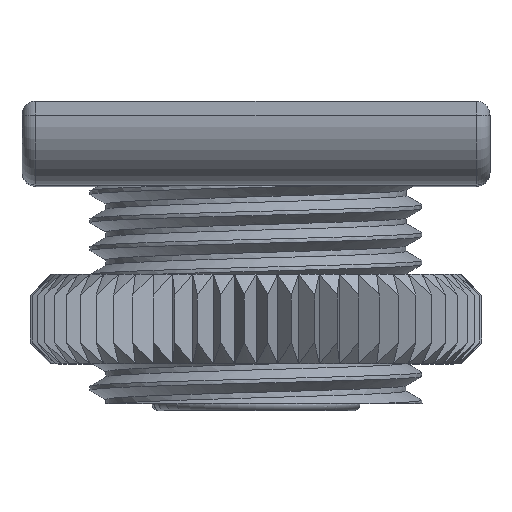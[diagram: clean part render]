
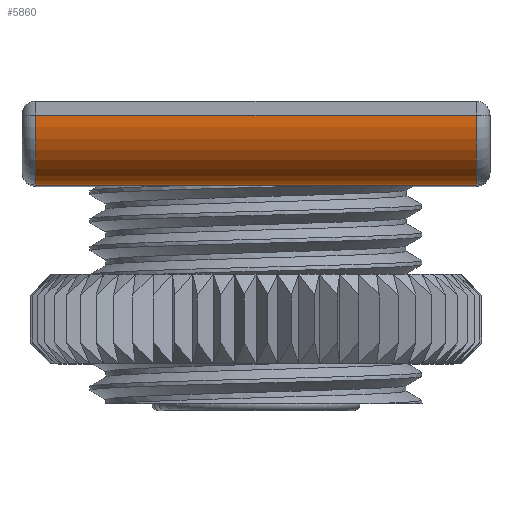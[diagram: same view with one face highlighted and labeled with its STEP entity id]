
A CAD part, top view. The second image highlights one B-rep face of the part: STEP entity #5860.
In plain terms, the highlighted cylindrical face has radius 2.5 mm (diameter 5 mm), a partial arc.
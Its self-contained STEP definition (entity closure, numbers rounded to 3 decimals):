
#941=FACE_OUTER_BOUND('',#1339,.T.);
#1339=EDGE_LOOP('',(#4903,#4904,#4905,#4906));
#1596=CIRCLE('',#6443,2.5);
#1606=CIRCLE('',#6461,2.5);
#1957=LINE('',#11459,#2252);
#1958=LINE('',#11460,#2253);
#2252=VECTOR('',#7557,10.);
#2253=VECTOR('',#7558,10.);
#2698=VERTEX_POINT('',#11415);
#2699=VERTEX_POINT('',#11416);
#2710=VERTEX_POINT('',#11450);
#2711=VERTEX_POINT('',#11452);
#3465=EDGE_CURVE('',#2698,#2699,#1596,.F.);
#3483=EDGE_CURVE('',#2711,#2710,#1606,.F.);
#3487=EDGE_CURVE('',#2699,#2711,#1957,.T.);
#3488=EDGE_CURVE('',#2710,#2698,#1958,.T.);
#4903=ORIENTED_EDGE('',*,*,#3465,.T.);
#4904=ORIENTED_EDGE('',*,*,#3487,.T.);
#4905=ORIENTED_EDGE('',*,*,#3483,.T.);
#4906=ORIENTED_EDGE('',*,*,#3488,.T.);
#5571=CYLINDRICAL_SURFACE('',#6464,2.5);
#5860=ADVANCED_FACE('',(#941),#5571,.T.);
#6443=AXIS2_PLACEMENT_3D('',#11417,#7505,#7506);
#6461=AXIS2_PLACEMENT_3D('',#11453,#7547,#7548);
#6464=AXIS2_PLACEMENT_3D('',#11458,#7555,#7556);
#7505=DIRECTION('center_axis',(1.,0.,0.));
#7506=DIRECTION('ref_axis',(0.,-1.,0.));
#7547=DIRECTION('center_axis',(-1.,0.,0.));
#7548=DIRECTION('ref_axis',(0.,0.,1.));
#7555=DIRECTION('center_axis',(1.,0.,0.));
#7556=DIRECTION('ref_axis',(0.,-0.707,0.707));
#7557=DIRECTION('',(-1.,0.,0.));
#7558=DIRECTION('',(1.,0.,0.));
#11415=CARTESIAN_POINT('',(7.875,0.,14.95));
#11416=CARTESIAN_POINT('',(7.875,2.5,17.45));
#11417=CARTESIAN_POINT('Origin',(7.875,2.5,14.95));
#11450=CARTESIAN_POINT('',(-7.875,0.,14.95));
#11452=CARTESIAN_POINT('',(-7.875,2.5,17.45));
#11453=CARTESIAN_POINT('Origin',(-7.875,2.5,14.95));
#11458=CARTESIAN_POINT('Origin',(-4.188,2.5,14.95));
#11459=CARTESIAN_POINT('',(-4.188,2.5,17.45));
#11460=CARTESIAN_POINT('',(-4.188,0.,14.95));
